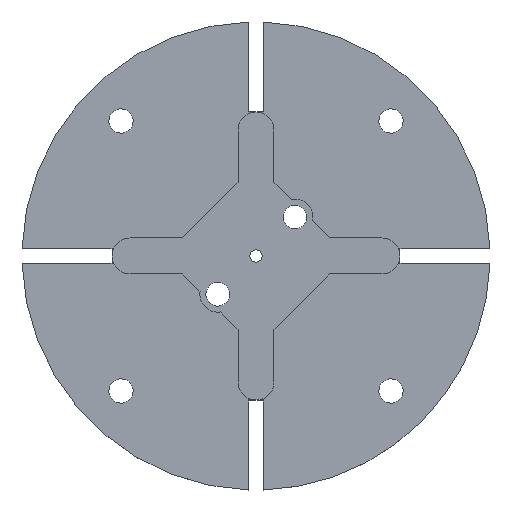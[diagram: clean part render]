
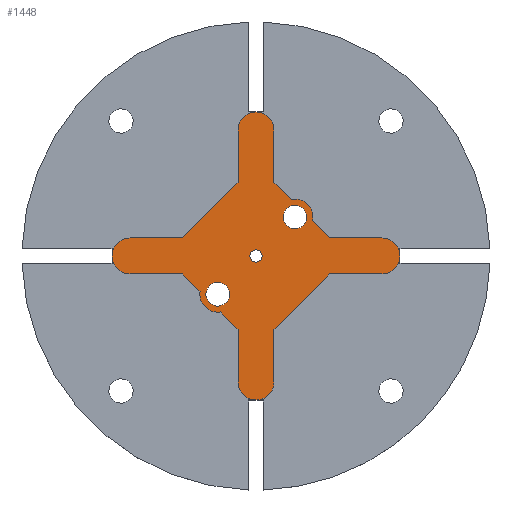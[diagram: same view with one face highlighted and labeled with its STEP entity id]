
A CAD part, top view. The second image highlights one B-rep face of the part: STEP entity #1448.
In plain terms, the highlighted planar face has unit normal (0, 0, 1).
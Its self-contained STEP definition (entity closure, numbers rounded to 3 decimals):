
#1131 = VERTEX_POINT('',#1132);
#1132 = CARTESIAN_POINT('',(-0.022,-16.,1.65));
#1138 = EDGE_CURVE('',#1131,#1139,#1141,.T.);
#1139 = VERTEX_POINT('',#1140);
#1140 = CARTESIAN_POINT('',(-2.,-14.,1.65));
#1141 = CIRCLE('',#1142,2.);
#1142 = AXIS2_PLACEMENT_3D('',#1143,#1144,#1145);
#1143 = CARTESIAN_POINT('',(0.,-14.,1.65));
#1144 = DIRECTION('',(0.,0.,-1.));
#1145 = DIRECTION('',(-1.,0.,0.));
#1173 = VERTEX_POINT('',#1174);
#1174 = CARTESIAN_POINT('',(2.,-14.,1.65));
#1180 = EDGE_CURVE('',#1173,#1131,#1181,.T.);
#1181 = CIRCLE('',#1182,2.);
#1182 = AXIS2_PLACEMENT_3D('',#1183,#1184,#1185);
#1183 = CARTESIAN_POINT('',(0.,-14.,1.65));
#1184 = DIRECTION('',(0.,0.,-1.));
#1185 = DIRECTION('',(-1.,0.,0.));
#1204 = EDGE_CURVE('',#1139,#1205,#1207,.T.);
#1205 = VERTEX_POINT('',#1206);
#1206 = CARTESIAN_POINT('',(-2.,-8.164,1.65));
#1207 = LINE('',#1208,#1209);
#1208 = CARTESIAN_POINT('',(-2.,-14.,1.65));
#1209 = VECTOR('',#1210,1.);
#1210 = DIRECTION('',(0.,1.,0.));
#1448 = ADVANCED_FACE('',(#1449,#1601,#1621,#1641),#1661,.T.);
#1449 = FACE_BOUND('',#1450,.T.);
#1450 = EDGE_LOOP('',(#1451,#1452,#1453,#1461,#1469,#1477,#1486,#1494,
    #1502,#1511,#1519,#1527,#1536,#1544,#1552,#1560,#1569,#1577,#1585,
    #1594,#1600));
#1451 = ORIENTED_EDGE('',*,*,#1138,.F.);
#1452 = ORIENTED_EDGE('',*,*,#1180,.F.);
#1453 = ORIENTED_EDGE('',*,*,#1454,.F.);
#1454 = EDGE_CURVE('',#1455,#1173,#1457,.T.);
#1455 = VERTEX_POINT('',#1456);
#1456 = CARTESIAN_POINT('',(2.,-8.164,1.65));
#1457 = LINE('',#1458,#1459);
#1458 = CARTESIAN_POINT('',(2.,-8.164,1.65));
#1459 = VECTOR('',#1460,1.);
#1460 = DIRECTION('',(0.,-1.,0.));
#1461 = ORIENTED_EDGE('',*,*,#1462,.F.);
#1462 = EDGE_CURVE('',#1463,#1455,#1465,.T.);
#1463 = VERTEX_POINT('',#1464);
#1464 = CARTESIAN_POINT('',(8.164,-2.,1.65));
#1465 = LINE('',#1466,#1467);
#1466 = CARTESIAN_POINT('',(8.164,-2.,1.65));
#1467 = VECTOR('',#1468,1.);
#1468 = DIRECTION('',(-0.707,-0.707,0.));
#1469 = ORIENTED_EDGE('',*,*,#1470,.F.);
#1470 = EDGE_CURVE('',#1471,#1463,#1473,.T.);
#1471 = VERTEX_POINT('',#1472);
#1472 = CARTESIAN_POINT('',(14.,-2.,1.65));
#1473 = LINE('',#1474,#1475);
#1474 = CARTESIAN_POINT('',(14.,-2.,1.65));
#1475 = VECTOR('',#1476,1.);
#1476 = DIRECTION('',(-1.,0.,0.));
#1477 = ORIENTED_EDGE('',*,*,#1478,.F.);
#1478 = EDGE_CURVE('',#1479,#1471,#1481,.T.);
#1479 = VERTEX_POINT('',#1480);
#1480 = CARTESIAN_POINT('',(14.,2.,1.65));
#1481 = CIRCLE('',#1482,2.);
#1482 = AXIS2_PLACEMENT_3D('',#1483,#1484,#1485);
#1483 = CARTESIAN_POINT('',(14.,0.,1.65));
#1484 = DIRECTION('',(0.,0.,-1.));
#1485 = DIRECTION('',(-1.,0.,0.));
#1486 = ORIENTED_EDGE('',*,*,#1487,.F.);
#1487 = EDGE_CURVE('',#1488,#1479,#1490,.T.);
#1488 = VERTEX_POINT('',#1489);
#1489 = CARTESIAN_POINT('',(8.164,2.,1.65));
#1490 = LINE('',#1491,#1492);
#1491 = CARTESIAN_POINT('',(8.164,2.,1.65));
#1492 = VECTOR('',#1493,1.);
#1493 = DIRECTION('',(1.,0.,0.));
#1494 = ORIENTED_EDGE('',*,*,#1495,.F.);
#1495 = EDGE_CURVE('',#1496,#1488,#1498,.T.);
#1496 = VERTEX_POINT('',#1497);
#1497 = CARTESIAN_POINT('',(6.273,3.891,1.65));
#1498 = LINE('',#1499,#1500);
#1499 = CARTESIAN_POINT('',(6.273,3.891,1.65));
#1500 = VECTOR('',#1501,1.);
#1501 = DIRECTION('',(0.707,-0.707,0.));
#1502 = ORIENTED_EDGE('',*,*,#1503,.F.);
#1503 = EDGE_CURVE('',#1504,#1496,#1506,.T.);
#1504 = VERTEX_POINT('',#1505);
#1505 = CARTESIAN_POINT('',(3.891,6.273,1.65));
#1506 = CIRCLE('',#1507,1.999);
#1507 = AXIS2_PLACEMENT_3D('',#1508,#1509,#1510);
#1508 = CARTESIAN_POINT('',(4.321,4.321,1.65));
#1509 = DIRECTION('',(0.,0.,-1.));
#1510 = DIRECTION('',(-1.,0.,0.));
#1511 = ORIENTED_EDGE('',*,*,#1512,.F.);
#1512 = EDGE_CURVE('',#1513,#1504,#1515,.T.);
#1513 = VERTEX_POINT('',#1514);
#1514 = CARTESIAN_POINT('',(2.,8.164,1.65));
#1515 = LINE('',#1516,#1517);
#1516 = CARTESIAN_POINT('',(2.,8.164,1.65));
#1517 = VECTOR('',#1518,1.);
#1518 = DIRECTION('',(0.707,-0.707,0.));
#1519 = ORIENTED_EDGE('',*,*,#1520,.F.);
#1520 = EDGE_CURVE('',#1521,#1513,#1523,.T.);
#1521 = VERTEX_POINT('',#1522);
#1522 = CARTESIAN_POINT('',(2.,14.,1.65));
#1523 = LINE('',#1524,#1525);
#1524 = CARTESIAN_POINT('',(2.,14.,1.65));
#1525 = VECTOR('',#1526,1.);
#1526 = DIRECTION('',(0.,-1.,0.));
#1527 = ORIENTED_EDGE('',*,*,#1528,.F.);
#1528 = EDGE_CURVE('',#1529,#1521,#1531,.T.);
#1529 = VERTEX_POINT('',#1530);
#1530 = CARTESIAN_POINT('',(-2.,14.,1.65));
#1531 = CIRCLE('',#1532,2.);
#1532 = AXIS2_PLACEMENT_3D('',#1533,#1534,#1535);
#1533 = CARTESIAN_POINT('',(0.,14.,1.65));
#1534 = DIRECTION('',(0.,0.,-1.));
#1535 = DIRECTION('',(-1.,0.,0.));
#1536 = ORIENTED_EDGE('',*,*,#1537,.F.);
#1537 = EDGE_CURVE('',#1538,#1529,#1540,.T.);
#1538 = VERTEX_POINT('',#1539);
#1539 = CARTESIAN_POINT('',(-2.,8.164,1.65));
#1540 = LINE('',#1541,#1542);
#1541 = CARTESIAN_POINT('',(-2.,8.164,1.65));
#1542 = VECTOR('',#1543,1.);
#1543 = DIRECTION('',(0.,1.,0.));
#1544 = ORIENTED_EDGE('',*,*,#1545,.F.);
#1545 = EDGE_CURVE('',#1546,#1538,#1548,.T.);
#1546 = VERTEX_POINT('',#1547);
#1547 = CARTESIAN_POINT('',(-8.164,2.,1.65));
#1548 = LINE('',#1549,#1550);
#1549 = CARTESIAN_POINT('',(-8.164,2.,1.65));
#1550 = VECTOR('',#1551,1.);
#1551 = DIRECTION('',(0.707,0.707,0.));
#1552 = ORIENTED_EDGE('',*,*,#1553,.F.);
#1553 = EDGE_CURVE('',#1554,#1546,#1556,.T.);
#1554 = VERTEX_POINT('',#1555);
#1555 = CARTESIAN_POINT('',(-14.,2.,1.65));
#1556 = LINE('',#1557,#1558);
#1557 = CARTESIAN_POINT('',(-14.,2.,1.65));
#1558 = VECTOR('',#1559,1.);
#1559 = DIRECTION('',(1.,0.,0.));
#1560 = ORIENTED_EDGE('',*,*,#1561,.F.);
#1561 = EDGE_CURVE('',#1562,#1554,#1564,.T.);
#1562 = VERTEX_POINT('',#1563);
#1563 = CARTESIAN_POINT('',(-14.,-2.,1.65));
#1564 = CIRCLE('',#1565,2.);
#1565 = AXIS2_PLACEMENT_3D('',#1566,#1567,#1568);
#1566 = CARTESIAN_POINT('',(-14.,0.,1.65));
#1567 = DIRECTION('',(0.,0.,-1.));
#1568 = DIRECTION('',(-1.,0.,0.));
#1569 = ORIENTED_EDGE('',*,*,#1570,.F.);
#1570 = EDGE_CURVE('',#1571,#1562,#1573,.T.);
#1571 = VERTEX_POINT('',#1572);
#1572 = CARTESIAN_POINT('',(-8.164,-2.,1.65));
#1573 = LINE('',#1574,#1575);
#1574 = CARTESIAN_POINT('',(-8.164,-2.,1.65));
#1575 = VECTOR('',#1576,1.);
#1576 = DIRECTION('',(-1.,0.,0.));
#1577 = ORIENTED_EDGE('',*,*,#1578,.F.);
#1578 = EDGE_CURVE('',#1579,#1571,#1581,.T.);
#1579 = VERTEX_POINT('',#1580);
#1580 = CARTESIAN_POINT('',(-6.22,-3.944,1.65));
#1581 = LINE('',#1582,#1583);
#1582 = CARTESIAN_POINT('',(-6.22,-3.944,1.65));
#1583 = VECTOR('',#1584,1.);
#1584 = DIRECTION('',(-0.707,0.707,0.));
#1585 = ORIENTED_EDGE('',*,*,#1586,.F.);
#1586 = EDGE_CURVE('',#1587,#1579,#1589,.T.);
#1587 = VERTEX_POINT('',#1588);
#1588 = CARTESIAN_POINT('',(-3.944,-6.22,1.65));
#1589 = CIRCLE('',#1590,1.999);
#1590 = AXIS2_PLACEMENT_3D('',#1591,#1592,#1593);
#1591 = CARTESIAN_POINT('',(-4.243,-4.243,1.65));
#1592 = DIRECTION('',(0.,0.,-1.));
#1593 = DIRECTION('',(-1.,0.,0.));
#1594 = ORIENTED_EDGE('',*,*,#1595,.F.);
#1595 = EDGE_CURVE('',#1205,#1587,#1596,.T.);
#1596 = LINE('',#1597,#1598);
#1597 = CARTESIAN_POINT('',(-2.,-8.164,1.65));
#1598 = VECTOR('',#1599,1.);
#1599 = DIRECTION('',(-0.707,0.707,0.));
#1600 = ORIENTED_EDGE('',*,*,#1204,.F.);
#1601 = FACE_BOUND('',#1602,.T.);
#1602 = EDGE_LOOP('',(#1603,#1614));
#1603 = ORIENTED_EDGE('',*,*,#1604,.T.);
#1604 = EDGE_CURVE('',#1605,#1607,#1609,.T.);
#1605 = VERTEX_POINT('',#1606);
#1606 = CARTESIAN_POINT('',(-0.495,0.459,1.65));
#1607 = VERTEX_POINT('',#1608);
#1608 = CARTESIAN_POINT('',(0.495,-0.459,1.65));
#1609 = CIRCLE('',#1610,0.675);
#1610 = AXIS2_PLACEMENT_3D('',#1611,#1612,#1613);
#1611 = CARTESIAN_POINT('',(0.,0.,1.65)
  );
#1612 = DIRECTION('',(0.,0.,-1.));
#1613 = DIRECTION('',(-0.707,-0.707,-0.));
#1614 = ORIENTED_EDGE('',*,*,#1615,.T.);
#1615 = EDGE_CURVE('',#1607,#1605,#1616,.T.);
#1616 = CIRCLE('',#1617,0.675);
#1617 = AXIS2_PLACEMENT_3D('',#1618,#1619,#1620);
#1618 = CARTESIAN_POINT('',(0.,0.,1.65)
  );
#1619 = DIRECTION('',(0.,0.,-1.));
#1620 = DIRECTION('',(-0.707,-0.707,-0.));
#1621 = FACE_BOUND('',#1622,.T.);
#1622 = EDGE_LOOP('',(#1623,#1634));
#1623 = ORIENTED_EDGE('',*,*,#1624,.T.);
#1624 = EDGE_CURVE('',#1625,#1627,#1629,.T.);
#1625 = VERTEX_POINT('',#1626);
#1626 = CARTESIAN_POINT('',(3.384,5.257,1.65));
#1627 = VERTEX_POINT('',#1628);
#1628 = CARTESIAN_POINT('',(5.257,3.384,1.65));
#1629 = CIRCLE('',#1630,1.325);
#1630 = AXIS2_PLACEMENT_3D('',#1631,#1632,#1633);
#1631 = CARTESIAN_POINT('',(4.32,4.32,1.65));
#1632 = DIRECTION('',(0.,0.,-1.));
#1633 = DIRECTION('',(-0.707,-0.707,-0.));
#1634 = ORIENTED_EDGE('',*,*,#1635,.T.);
#1635 = EDGE_CURVE('',#1627,#1625,#1636,.T.);
#1636 = CIRCLE('',#1637,1.325);
#1637 = AXIS2_PLACEMENT_3D('',#1638,#1639,#1640);
#1638 = CARTESIAN_POINT('',(4.32,4.32,1.65));
#1639 = DIRECTION('',(0.,0.,-1.));
#1640 = DIRECTION('',(-0.707,-0.707,-0.));
#1641 = FACE_BOUND('',#1642,.T.);
#1642 = EDGE_LOOP('',(#1643,#1654));
#1643 = ORIENTED_EDGE('',*,*,#1644,.T.);
#1644 = EDGE_CURVE('',#1645,#1647,#1649,.T.);
#1645 = VERTEX_POINT('',#1646);
#1646 = CARTESIAN_POINT('',(-5.18,-3.306,1.65));
#1647 = VERTEX_POINT('',#1648);
#1648 = CARTESIAN_POINT('',(-3.306,-5.18,1.65));
#1649 = CIRCLE('',#1650,1.325);
#1650 = AXIS2_PLACEMENT_3D('',#1651,#1652,#1653);
#1651 = CARTESIAN_POINT('',(-4.243,-4.243,1.65));
#1652 = DIRECTION('',(0.,0.,-1.));
#1653 = DIRECTION('',(-0.707,-0.707,-0.));
#1654 = ORIENTED_EDGE('',*,*,#1655,.T.);
#1655 = EDGE_CURVE('',#1647,#1645,#1656,.T.);
#1656 = CIRCLE('',#1657,1.325);
#1657 = AXIS2_PLACEMENT_3D('',#1658,#1659,#1660);
#1658 = CARTESIAN_POINT('',(-4.243,-4.243,1.65));
#1659 = DIRECTION('',(0.,0.,-1.));
#1660 = DIRECTION('',(-0.707,-0.707,-0.));
#1661 = PLANE('',#1662);
#1662 = AXIS2_PLACEMENT_3D('',#1663,#1664,#1665);
#1663 = CARTESIAN_POINT('',(-15.,-15.,1.65));
#1664 = DIRECTION('',(0.,0.,1.));
#1665 = DIRECTION('',(1.,0.,0.));
